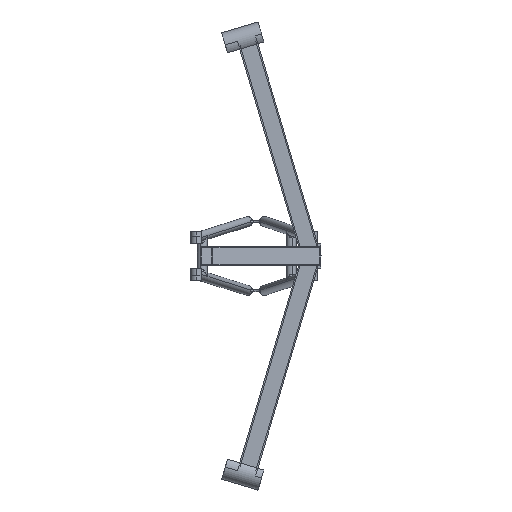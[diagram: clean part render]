
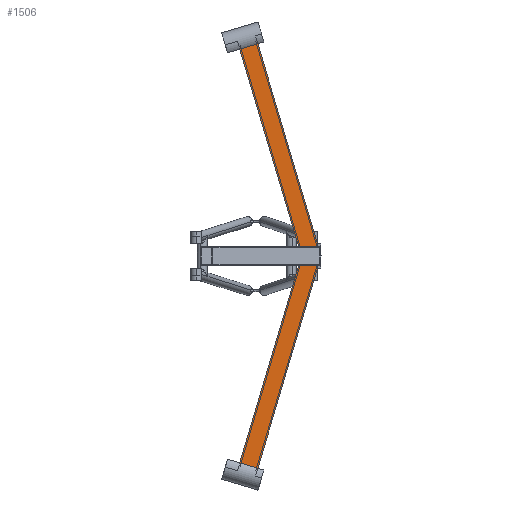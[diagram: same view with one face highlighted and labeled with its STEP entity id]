
A CAD part, left-side view. The second image highlights one B-rep face of the part: STEP entity #1506.
In plain terms, the highlighted planar face has unit normal (-1, 0, 0).
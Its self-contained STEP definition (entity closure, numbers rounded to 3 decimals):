
#141=DIRECTION('',(0.,1.,0.));
#142=VECTOR('',#141,33.249);
#143=CARTESIAN_POINT('',(457.99,534.245,-452.303));
#144=LINE('',#143,#142);
#245=DIRECTION('',(0.,-1.,0.));
#246=VECTOR('',#245,33.249);
#247=CARTESIAN_POINT('',(457.99,567.494,-490.403));
#248=LINE('',#247,#246);
#437=DIRECTION('',(0.,0.286,-0.958));
#438=VECTOR('',#437,434.508);
#439=CARTESIAN_POINT('',(457.99,568.323,-471.353));
#440=LINE('',#439,#438);
#441=DIRECTION('',(0.,-0.286,-0.958));
#442=VECTOR('',#441,434.508);
#443=CARTESIAN_POINT('',(457.99,692.457,-54.955));
#444=LINE('',#443,#442);
#445=DIRECTION('',(0.,0.958,-0.286));
#446=VECTOR('',#445,38.1);
#447=CARTESIAN_POINT('',(457.99,655.945,-44.07));
#448=LINE('',#447,#446);
#449=DIRECTION('',(0.,0.286,0.958));
#450=VECTOR('',#449,425.988);
#451=CARTESIAN_POINT('',(457.99,534.245,-452.303));
#452=LINE('',#451,#450);
#453=DIRECTION('',(0.,-0.286,0.958));
#454=VECTOR('',#453,425.988);
#455=CARTESIAN_POINT('',(457.99,655.945,-898.637));
#456=LINE('',#455,#454);
#457=DIRECTION('',(0.,-0.958,-0.286));
#458=VECTOR('',#457,38.1);
#459=CARTESIAN_POINT('',(457.99,692.457,-887.752));
#460=LINE('',#459,#458);
#469=DIRECTION('',(0.,0.,-1.));
#470=VECTOR('',#469,38.1);
#471=CARTESIAN_POINT('',(457.99,567.494,-452.303));
#472=LINE('',#471,#470);
#621=CARTESIAN_POINT('',(457.99,568.323,-471.353));
#622=VERTEX_POINT('',#621);
#623=CARTESIAN_POINT('',(457.99,692.457,-54.955));
#624=VERTEX_POINT('',#623);
#629=CARTESIAN_POINT('',(457.99,655.945,-44.07));
#630=VERTEX_POINT('',#629);
#655=CARTESIAN_POINT('',(457.99,692.457,-887.752));
#656=VERTEX_POINT('',#655);
#657=CARTESIAN_POINT('',(457.99,655.945,-898.637));
#658=VERTEX_POINT('',#657);
#659=CARTESIAN_POINT('',(457.99,534.245,-490.403));
#660=VERTEX_POINT('',#659);
#661=CARTESIAN_POINT('',(457.99,567.494,-490.403));
#662=VERTEX_POINT('',#661);
#663=CARTESIAN_POINT('',(457.99,567.494,-452.303));
#664=VERTEX_POINT('',#663);
#665=CARTESIAN_POINT('',(457.99,534.245,-452.303));
#666=VERTEX_POINT('',#665);
#1489=CARTESIAN_POINT('',(457.99,692.457,-898.637));
#1490=DIRECTION('',(-1.,0.,0.));
#1491=DIRECTION('',(0.,-1.,0.));
#1492=AXIS2_PLACEMENT_3D('',#1489,#1490,#1491);
#1493=PLANE('',#1492);
#1494=ORIENTED_EDGE('',*,*,#1337,.F.);
#1495=ORIENTED_EDGE('',*,*,#1354,.F.);
#1496=ORIENTED_EDGE('',*,*,#1420,.F.);
#1497=ORIENTED_EDGE('',*,*,#1479,.F.);
#1498=ORIENTED_EDGE('',*,*,#987,.T.);
#1500=ORIENTED_EDGE('',*,*,#1499,.T.);
#1501=ORIENTED_EDGE('',*,*,#1138,.T.);
#1502=ORIENTED_EDGE('',*,*,#1188,.F.);
#1503=ORIENTED_EDGE('',*,*,#1262,.F.);
#1504=EDGE_LOOP('',(#1494,#1495,#1496,#1497,#1498,#1500,#1501,#1502,#1503));
#1505=FACE_OUTER_BOUND('',#1504,.F.);
#1506=ADVANCED_FACE('',(#1505),#1493,.T.);
#987=EDGE_CURVE('',#666,#664,#144,.T.);
#1138=EDGE_CURVE('',#662,#660,#248,.T.);
#1188=EDGE_CURVE('',#658,#660,#456,.T.);
#1262=EDGE_CURVE('',#656,#658,#460,.T.);
#1337=EDGE_CURVE('',#622,#656,#440,.T.);
#1354=EDGE_CURVE('',#624,#622,#444,.T.);
#1420=EDGE_CURVE('',#630,#624,#448,.T.);
#1479=EDGE_CURVE('',#666,#630,#452,.T.);
#1499=EDGE_CURVE('',#664,#662,#472,.T.);
